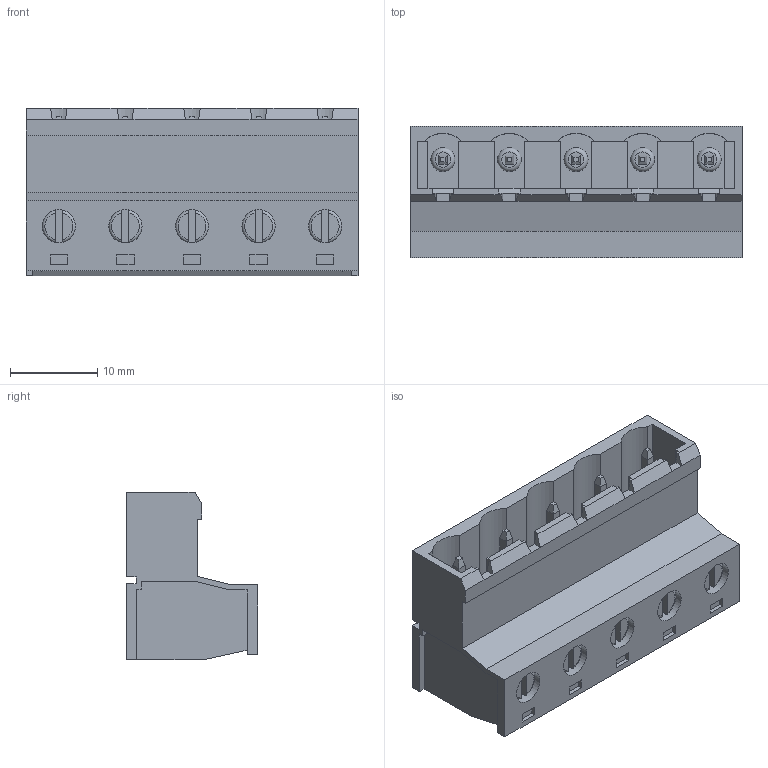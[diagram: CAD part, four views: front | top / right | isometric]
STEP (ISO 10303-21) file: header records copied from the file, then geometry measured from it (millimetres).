
FILE_DESCRIPTION( ( 'Unknown' ), '1' );
FILE_NAME( '691348400005.stp', 'Unknown', ( 'Unknown' ), ( 'Unknown' ), 'PSStep 14.0', 'Unknown', ' ' );
FILE_SCHEMA( ( 'AUTOMOTIVE_DESIGN { 1 0 10303 214 1 1 1 1 }' ) );
Length unit declared in the file: millimetre
Products named in the file (6): Assem1; 6913484000xx_PIN; 6913484000xx_CAGE; 6913484000xx_VISSE; 691348400005; 691348400005_CAPOT
Assembly tree (17 placements, depth 2):
  Assem1
    6913484000xx_PIN  x5
    6913484000xx_CAGE  x5
    6913484000xx_VISSE  x5
    691348400005
    691348400005_CAPOT
Bounding box: 38 x 15 x 19.2 mm (x, y, z)
Volume: 4294 mm3; surface area: 9934.9 mm2
Topology: 17 solids, 17 shells, 768 faces, 2036 edges, 1326 vertices
Faces by surface type: plane 658, cylinder 80, torus 20, cone 10
Full cylindrical faces by diameter (mm): 2.6 x5, 2.75 x5, 2.9 x10, 3.8 x10
Entity records: 22032 total; most frequent: CARTESIAN_POINT 3092, ORIENTED_EDGE 2990, DIRECTION 2758, EDGE_CURVE 1495, LINE 1388, VECTOR 1388, VERTEX_POINT 995, AXIS2_PLACEMENT_3D 685
